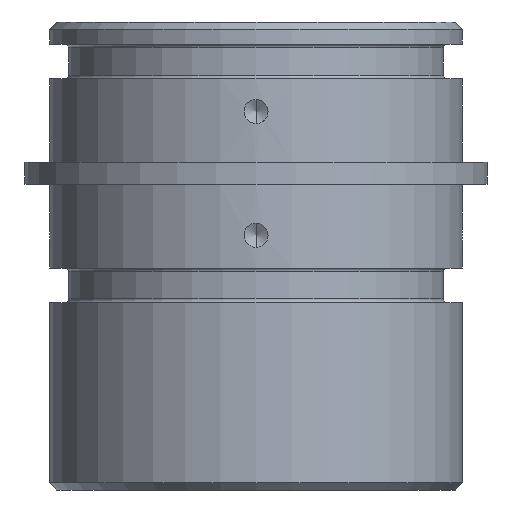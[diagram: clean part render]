
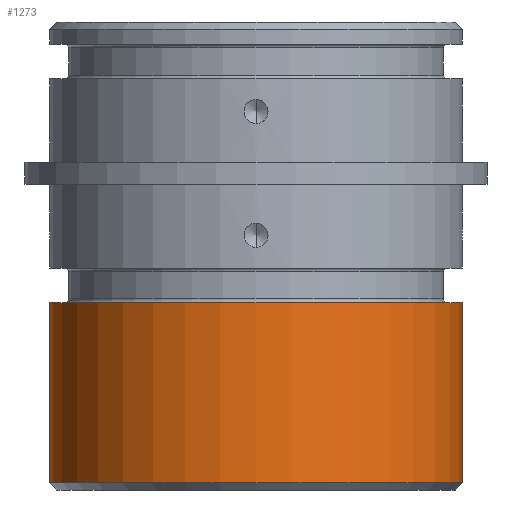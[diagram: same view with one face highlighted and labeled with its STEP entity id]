
A CAD part, front view. The second image highlights one B-rep face of the part: STEP entity #1273.
In plain terms, the highlighted cylindrical face has radius 28.36 mm (diameter 56.72 mm), a partial arc.
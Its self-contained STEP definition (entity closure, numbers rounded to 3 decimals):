
#1 = DIRECTION ( 'NONE',  ( -1., 0., 0. ) ) ;
#86 = DIRECTION ( 'NONE',  ( 0., 0., -1. ) ) ;
#98 = EDGE_CURVE ( 'NONE', #1663, #1171, #388, .T. ) ;
#331 = EDGE_CURVE ( 'NONE', #692, #653, #2463, .T. ) ;
#336 = DIRECTION ( 'NONE',  ( 0., 0., -1. ) ) ;
#347 = VECTOR ( 'NONE', #86, 1000. ) ;
#388 = CIRCLE ( 'NONE', #2061, 28.36 ) ;
#392 = DIRECTION ( 'NONE',  ( 0., 0., -1. ) ) ;
#393 = CARTESIAN_POINT ( 'NONE',  ( 0., 0., 25.75 ) ) ;
#461 = EDGE_LOOP ( 'NONE', ( #1744, #1877, #1889, #728 ) ) ;
#465 = AXIS2_PLACEMENT_3D ( 'NONE', #1773, #2191, #2379 ) ;
#653 = VERTEX_POINT ( 'NONE', #1291 ) ;
#692 = VERTEX_POINT ( 'NONE', #870 ) ;
#727 = LINE ( 'NONE', #2500, #1781 ) ;
#728 = ORIENTED_EDGE ( 'NONE', *, *, #331, .T. ) ;
#870 = CARTESIAN_POINT ( 'NONE',  ( -28.36, 0., 1. ) ) ;
#898 = LINE ( 'NONE', #2076, #347 ) ;
#899 = CARTESIAN_POINT ( 'NONE',  ( -28.36, 0., 25.75 ) ) ;
#999 = DIRECTION ( 'NONE',  ( 0., 0., -1. ) ) ;
#1070 = CARTESIAN_POINT ( 'NONE',  ( 0., 0., 39. ) ) ;
#1171 = VERTEX_POINT ( 'NONE', #899 ) ;
#1273 = ADVANCED_FACE ( 'NONE', ( #1282 ), #1760, .T. ) ;
#1282 = FACE_OUTER_BOUND ( 'NONE', #461, .T. ) ;
#1291 = CARTESIAN_POINT ( 'NONE',  ( 28.36, 0., 1. ) ) ;
#1361 = AXIS2_PLACEMENT_3D ( 'NONE', #1070, #392, #2653 ) ;
#1658 = EDGE_CURVE ( 'NONE', #1663, #653, #898, .T. ) ;
#1663 = VERTEX_POINT ( 'NONE', #2160 ) ;
#1744 = ORIENTED_EDGE ( 'NONE', *, *, #1658, .F. ) ;
#1760 = CYLINDRICAL_SURFACE ( 'NONE', #1361, 28.36 ) ;
#1773 = CARTESIAN_POINT ( 'NONE',  ( 0., 0., 1. ) ) ;
#1781 = VECTOR ( 'NONE', #336, 1000. ) ;
#1877 = ORIENTED_EDGE ( 'NONE', *, *, #98, .T. ) ;
#1889 = ORIENTED_EDGE ( 'NONE', *, *, #2125, .T. ) ;
#2061 = AXIS2_PLACEMENT_3D ( 'NONE', #393, #999, #1 ) ;
#2076 = CARTESIAN_POINT ( 'NONE',  ( 28.36, 0., 39. ) ) ;
#2125 = EDGE_CURVE ( 'NONE', #1171, #692, #727, .T. ) ;
#2160 = CARTESIAN_POINT ( 'NONE',  ( 28.36, 0., 25.75 ) ) ;
#2191 = DIRECTION ( 'NONE',  ( 0., 0., 1. ) ) ;
#2379 = DIRECTION ( 'NONE',  ( 1., 0., 0. ) ) ;
#2463 = CIRCLE ( 'NONE', #465, 28.36 ) ;
#2500 = CARTESIAN_POINT ( 'NONE',  ( -28.36, 0., 39. ) ) ;
#2653 = DIRECTION ( 'NONE',  ( -1., 0., 0. ) ) ;
